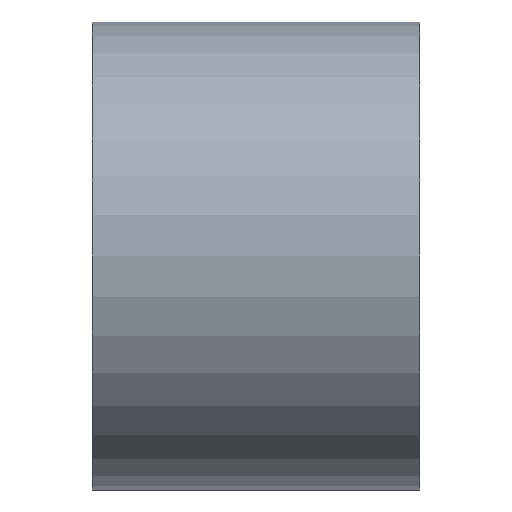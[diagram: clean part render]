
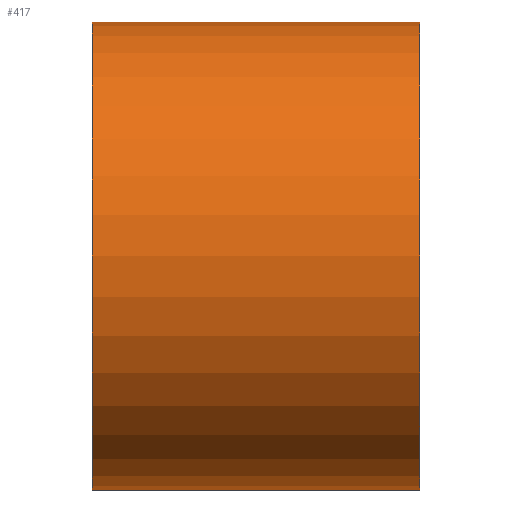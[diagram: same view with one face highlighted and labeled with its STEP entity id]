
A CAD part, left-side view. The second image highlights one B-rep face of the part: STEP entity #417.
In plain terms, the highlighted cylindrical face has radius 25 mm (diameter 50 mm), a partial arc.
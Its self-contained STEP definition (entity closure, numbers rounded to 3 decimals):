
#1 = DIRECTION ( 'NONE',  ( 0., 0., 1. ) ) ;
#27 = CYLINDRICAL_SURFACE ( 'NONE', #152, 25. ) ;
#38 = CARTESIAN_POINT ( 'NONE',  ( 0., 35., 0. ) ) ;
#43 = ORIENTED_EDGE ( 'NONE', *, *, #475, .F. ) ;
#112 = DIRECTION ( 'NONE',  ( 0., 0., 1. ) ) ;
#129 = EDGE_CURVE ( 'NONE', #431, #455, #481, .T. ) ;
#152 = AXIS2_PLACEMENT_3D ( 'NONE', #38, #414, #270 ) ;
#154 = CARTESIAN_POINT ( 'NONE',  ( 0., 35., -25. ) ) ;
#171 = VECTOR ( 'NONE', #308, 1000. ) ;
#180 = EDGE_LOOP ( 'NONE', ( #295, #43, #583, #460 ) ) ;
#190 = VERTEX_POINT ( 'NONE', #154 ) ;
#221 = CARTESIAN_POINT ( 'NONE',  ( 0., 0., -25. ) ) ;
#223 = DIRECTION ( 'NONE',  ( 0., 1., 0. ) ) ;
#235 = FACE_OUTER_BOUND ( 'NONE', #180, .T. ) ;
#253 = EDGE_CURVE ( 'NONE', #366, #455, #436, .T. ) ;
#270 = DIRECTION ( 'NONE',  ( 0., 0., -1. ) ) ;
#271 = AXIS2_PLACEMENT_3D ( 'NONE', #531, #469, #112 ) ;
#279 = CARTESIAN_POINT ( 'NONE',  ( 0., 35., -25. ) ) ;
#295 = ORIENTED_EDGE ( 'NONE', *, *, #253, .F. ) ;
#308 = DIRECTION ( 'NONE',  ( 0., -1., 0. ) ) ;
#366 = VERTEX_POINT ( 'NONE', #554 ) ;
#410 = CARTESIAN_POINT ( 'NONE',  ( 0., 0., 25. ) ) ;
#414 = DIRECTION ( 'NONE',  ( 0., -1., 0. ) ) ;
#417 = ADVANCED_FACE ( 'NONE', ( #235 ), #27, .T. ) ;
#422 = CIRCLE ( 'NONE', #560, 25. ) ;
#431 = VERTEX_POINT ( 'NONE', #221 ) ;
#436 = LINE ( 'NONE', #483, #171 ) ;
#455 = VERTEX_POINT ( 'NONE', #410 ) ;
#456 = CARTESIAN_POINT ( 'NONE',  ( 0., 35., 0. ) ) ;
#460 = ORIENTED_EDGE ( 'NONE', *, *, #129, .T. ) ;
#461 = DIRECTION ( 'NONE',  ( 0., -1., 0. ) ) ;
#469 = DIRECTION ( 'NONE',  ( 0., 1., 0. ) ) ;
#475 = EDGE_CURVE ( 'NONE', #190, #366, #422, .T. ) ;
#481 = CIRCLE ( 'NONE', #271, 25. ) ;
#483 = CARTESIAN_POINT ( 'NONE',  ( 0., 35., 25. ) ) ;
#515 = VECTOR ( 'NONE', #461, 1000. ) ;
#526 = EDGE_CURVE ( 'NONE', #190, #431, #534, .T. ) ;
#531 = CARTESIAN_POINT ( 'NONE',  ( 0., 0., 0. ) ) ;
#534 = LINE ( 'NONE', #279, #515 ) ;
#554 = CARTESIAN_POINT ( 'NONE',  ( 0., 35., 25. ) ) ;
#560 = AXIS2_PLACEMENT_3D ( 'NONE', #456, #223, #1 ) ;
#583 = ORIENTED_EDGE ( 'NONE', *, *, #526, .T. ) ;
